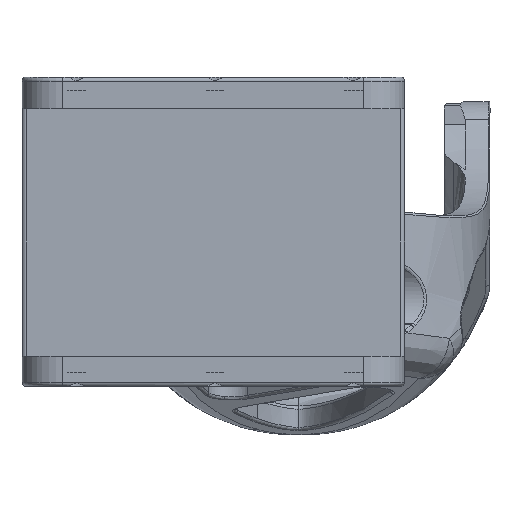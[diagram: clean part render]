
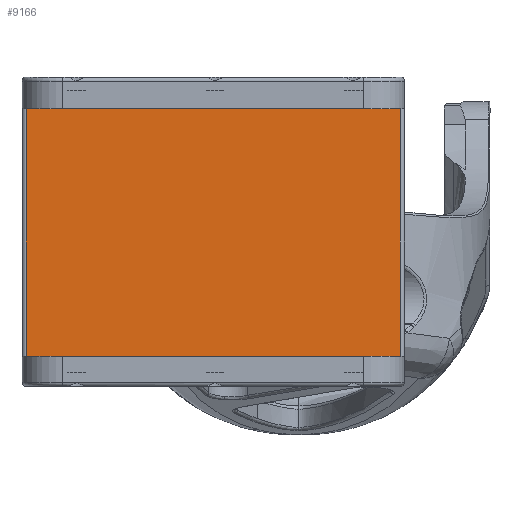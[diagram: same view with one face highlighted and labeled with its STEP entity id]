
A CAD part, front view. The second image highlights one B-rep face of the part: STEP entity #9166.
In plain terms, the highlighted planar face has unit normal (0, -1, 0).
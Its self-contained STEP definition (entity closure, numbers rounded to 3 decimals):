
#213=PLANE('',#9909);
#1024=FACE_OUTER_BOUND('',#1605,.T.);
#1605=EDGE_LOOP('',(#6426,#6427,#6428,#6429));
#2147=LINE('',#15465,#2424);
#2165=LINE('',#15540,#2442);
#2166=LINE('',#15543,#2443);
#2167=LINE('',#15544,#2444);
#2424=VECTOR('',#11026,10.);
#2442=VECTOR('',#11122,10.);
#2443=VECTOR('',#11125,10.);
#2444=VECTOR('',#11126,10.);
#3578=VERTEX_POINT('',#15462);
#3579=VERTEX_POINT('',#15464);
#3597=VERTEX_POINT('',#15538);
#3598=VERTEX_POINT('',#15542);
#4623=EDGE_CURVE('',#3578,#3579,#2147,.T.);
#4662=EDGE_CURVE('',#3597,#3579,#2165,.T.);
#4663=EDGE_CURVE('',#3578,#3598,#2166,.T.);
#4664=EDGE_CURVE('',#3597,#3598,#2167,.T.);
#6426=ORIENTED_EDGE('',*,*,#4662,.T.);
#6427=ORIENTED_EDGE('',*,*,#4623,.F.);
#6428=ORIENTED_EDGE('',*,*,#4663,.T.);
#6429=ORIENTED_EDGE('',*,*,#4664,.F.);
#9166=ADVANCED_FACE('',(#1024),#213,.F.);
#9909=AXIS2_PLACEMENT_3D('',#15541,#11123,#11124);
#11026=DIRECTION('',(1.,0.,0.));
#11122=DIRECTION('',(0.,0.,1.));
#11123=DIRECTION('center_axis',(0.,1.,0.));
#11124=DIRECTION('ref_axis',(0.,0.,-1.));
#11125=DIRECTION('',(0.,0.,-1.));
#11126=DIRECTION('',(-1.,0.,0.));
#15462=CARTESIAN_POINT('',(-33.5,-86.45,11.));
#15464=CARTESIAN_POINT('',(12.5,-86.45,11.));
#15465=CARTESIAN_POINT('',(-13.5,-86.45,11.));
#15538=CARTESIAN_POINT('',(12.5,-86.45,-19.4));
#15540=CARTESIAN_POINT('',(12.5,-86.45,-11.55));
#15541=CARTESIAN_POINT('Origin',(0.,-86.45,0.));
#15542=CARTESIAN_POINT('',(-33.5,-86.45,-19.4));
#15543=CARTESIAN_POINT('',(-33.5,-86.45,-11.55));
#15544=CARTESIAN_POINT('',(-13.5,-86.45,-19.4));
